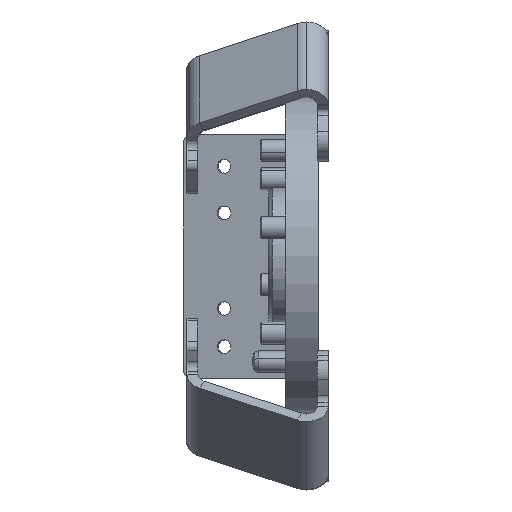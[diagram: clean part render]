
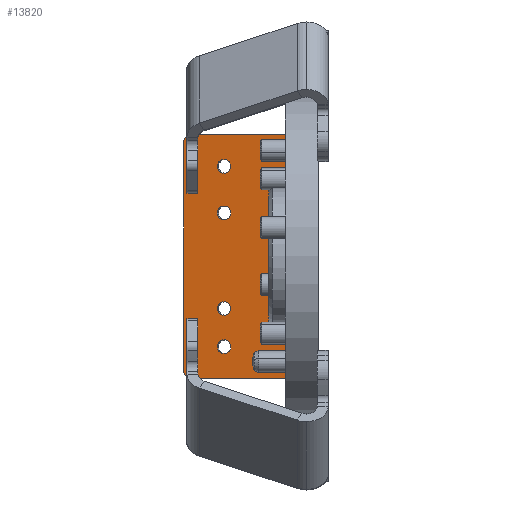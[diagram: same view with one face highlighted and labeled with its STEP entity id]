
A CAD part, top view. The second image highlights one B-rep face of the part: STEP entity #13820.
In plain terms, the highlighted planar face has unit normal (-0.174, 0, 0.985).
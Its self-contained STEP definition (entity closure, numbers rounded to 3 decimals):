
#186 = CARTESIAN_POINT ( 'NONE',  ( 1320.228, 1601., -116.606 ) ) ;
#228 = VECTOR ( 'NONE', #2941, 1000. ) ;
#249 = EDGE_CURVE ( 'NONE', #10372, #13324, #10908, .T. ) ;
#314 = FACE_BOUND ( 'NONE', #781, .T. ) ;
#379 = EDGE_CURVE ( 'NONE', #10697, #5368, #7894, .T. ) ;
#662 = DIRECTION ( 'NONE',  ( 0.985, 0., 0.174 ) ) ;
#688 = DIRECTION ( 'NONE',  ( 0.985, 0., 0.174 ) ) ;
#726 = CARTESIAN_POINT ( 'NONE',  ( 1310.38, 1664.5, -118.342 ) ) ;
#738 = DIRECTION ( 'NONE',  ( 0.174, 0., -0.985 ) ) ;
#781 = EDGE_LOOP ( 'NONE', ( #12761, #5648 ) ) ;
#791 = CARTESIAN_POINT ( 'NONE',  ( 1352.234, 1575.5, -110.962 ) ) ;
#1066 = ORIENTED_EDGE ( 'NONE', *, *, #5636, .F. ) ;
#1143 = CIRCLE ( 'NONE', #5159, 2.5 ) ;
#1295 = EDGE_CURVE ( 'NONE', #14365, #3543, #13562, .T. ) ;
#1499 = DIRECTION ( 'NONE',  ( 0.985, 0., 0.174 ) ) ;
#1552 = AXIS2_PLACEMENT_3D ( 'NONE', #13729, #4454, #6602 ) ;
#1791 = DIRECTION ( 'NONE',  ( -0.174, 0., 0.985 ) ) ;
#2119 = CIRCLE ( 'NONE', #10388, 2.5 ) ;
#2186 = VERTEX_POINT ( 'NONE', #4557 ) ;
#2397 = CARTESIAN_POINT ( 'NONE',  ( 1307.918, 1575.5, -118.776 ) ) ;
#2536 = FACE_OUTER_BOUND ( 'NONE', #9703, .T. ) ;
#2648 = DIRECTION ( 'NONE',  ( 0.985, 0., 0.174 ) ) ;
#2676 = DIRECTION ( 'NONE',  ( 0.174, 0., -0.985 ) ) ;
#2734 = DIRECTION ( 'NONE',  ( 0.174, 0., -0.985 ) ) ;
#2833 = ORIENTED_EDGE ( 'NONE', *, *, #11478, .T. ) ;
#2884 = EDGE_LOOP ( 'NONE', ( #13102, #2833 ) ) ;
#2941 = DIRECTION ( 'NONE',  ( 0., 1., 0. ) ) ;
#3110 = CARTESIAN_POINT ( 'NONE',  ( 1320.228, 1587., -116.606 ) ) ;
#3121 = DIRECTION ( 'NONE',  ( 0.985, 0., 0.174 ) ) ;
#3143 = AXIS2_PLACEMENT_3D ( 'NONE', #5414, #6824, #4239 ) ;
#3372 = DIRECTION ( 'NONE',  ( 0.985, 0., 0.174 ) ) ;
#3378 = VERTEX_POINT ( 'NONE', #10377 ) ;
#3382 = CARTESIAN_POINT ( 'NONE',  ( 1320.228, 1653., -116.606 ) ) ;
#3543 = VERTEX_POINT ( 'NONE', #8305 ) ;
#3625 = ORIENTED_EDGE ( 'NONE', *, *, #1295, .T. ) ;
#3638 = PLANE ( 'NONE',  #14652 ) ;
#3775 = CIRCLE ( 'NONE', #9223, 2.5 ) ;
#3853 = CARTESIAN_POINT ( 'NONE',  ( 1322.69, 1601., -116.171 ) ) ;
#4231 = VERTEX_POINT ( 'NONE', #5511 ) ;
#4239 = DIRECTION ( 'NONE',  ( 0.985, 0., 0.174 ) ) ;
#4327 = LINE ( 'NONE', #7663, #14326 ) ;
#4352 = DIRECTION ( 'NONE',  ( 0.174, 0., -0.985 ) ) ;
#4454 = DIRECTION ( 'NONE',  ( 0.174, 0., -0.985 ) ) ;
#4495 = AXIS2_PLACEMENT_3D ( 'NONE', #3853, #2676, #12897 ) ;
#4528 = CARTESIAN_POINT ( 'NONE',  ( 1322.69, 1653., -116.171 ) ) ;
#4557 = CARTESIAN_POINT ( 'NONE',  ( 1352.234, 1575.5, -110.962 ) ) ;
#4621 = VERTEX_POINT ( 'NONE', #8149 ) ;
#4811 = EDGE_CURVE ( 'NONE', #12661, #3378, #2119, .T. ) ;
#4842 = CIRCLE ( 'NONE', #1552, 2.5 ) ;
#4870 = EDGE_CURVE ( 'NONE', #13324, #10372, #3775, .T. ) ;
#5086 = ORIENTED_EDGE ( 'NONE', *, *, #13605, .T. ) ;
#5130 = EDGE_CURVE ( 'NONE', #7303, #4621, #6132, .T. ) ;
#5159 = AXIS2_PLACEMENT_3D ( 'NONE', #4528, #13230, #10171 ) ;
#5227 = EDGE_LOOP ( 'NONE', ( #9779, #10706 ) ) ;
#5368 = VERTEX_POINT ( 'NONE', #13547 ) ;
#5414 = CARTESIAN_POINT ( 'NONE',  ( 1310.38, 1662., -118.342 ) ) ;
#5511 = CARTESIAN_POINT ( 'NONE',  ( 1325.152, 1653., -115.737 ) ) ;
#5636 = EDGE_CURVE ( 'NONE', #12661, #3543, #13908, .T. ) ;
#5648 = ORIENTED_EDGE ( 'NONE', *, *, #5130, .T. ) ;
#6130 = DIRECTION ( 'NONE',  ( 0.985, 0., 0.174 ) ) ;
#6132 = CIRCLE ( 'NONE', #12784, 2.5 ) ;
#6602 = DIRECTION ( 'NONE',  ( 0.985, 0., 0.174 ) ) ;
#6820 = ORIENTED_EDGE ( 'NONE', *, *, #14341, .T. ) ;
#6824 = DIRECTION ( 'NONE',  ( -0.174, 0., 0.985 ) ) ;
#7024 = AXIS2_PLACEMENT_3D ( 'NONE', #8189, #11459, #2648 ) ;
#7226 = CARTESIAN_POINT ( 'NONE',  ( 1307.918, 1575.5, -118.776 ) ) ;
#7303 = VERTEX_POINT ( 'NONE', #3110 ) ;
#7663 = CARTESIAN_POINT ( 'NONE',  ( 1307.918, 1664.5, -118.776 ) ) ;
#7690 = EDGE_CURVE ( 'NONE', #14365, #11423, #4327, .T. ) ;
#7894 = CIRCLE ( 'NONE', #13596, 2.5 ) ;
#8149 = CARTESIAN_POINT ( 'NONE',  ( 1325.152, 1587., -115.737 ) ) ;
#8189 = CARTESIAN_POINT ( 'NONE',  ( 1322.69, 1587., -116.171 ) ) ;
#8212 = CIRCLE ( 'NONE', #9640, 2.5 ) ;
#8275 = CARTESIAN_POINT ( 'NONE',  ( 1307.918, 1575.5, -118.776 ) ) ;
#8305 = CARTESIAN_POINT ( 'NONE',  ( 1307.918, 1662., -118.776 ) ) ;
#8374 = DIRECTION ( 'NONE',  ( 0.174, 0., -0.985 ) ) ;
#8414 = DIRECTION ( 'NONE',  ( 0., 1., 0. ) ) ;
#8727 = VECTOR ( 'NONE', #14059, 1000. ) ;
#8793 = ORIENTED_EDGE ( 'NONE', *, *, #7690, .F. ) ;
#9208 = FACE_BOUND ( 'NONE', #5227, .T. ) ;
#9223 = AXIS2_PLACEMENT_3D ( 'NONE', #13279, #4352, #3121 ) ;
#9640 = AXIS2_PLACEMENT_3D ( 'NONE', #14075, #738, #662 ) ;
#9688 = LINE ( 'NONE', #791, #228 ) ;
#9703 = EDGE_LOOP ( 'NONE', ( #1066, #9817, #9746, #6820, #8793, #3625 ) ) ;
#9746 = ORIENTED_EDGE ( 'NONE', *, *, #14233, .T. ) ;
#9779 = ORIENTED_EDGE ( 'NONE', *, *, #249, .T. ) ;
#9817 = ORIENTED_EDGE ( 'NONE', *, *, #4811, .T. ) ;
#10171 = DIRECTION ( 'NONE',  ( 0.985, 0., 0.174 ) ) ;
#10372 = VERTEX_POINT ( 'NONE', #12812 ) ;
#10377 = CARTESIAN_POINT ( 'NONE',  ( 1310.38, 1575.5, -118.342 ) ) ;
#10386 = FACE_BOUND ( 'NONE', #2884, .T. ) ;
#10388 = AXIS2_PLACEMENT_3D ( 'NONE', #13951, #1791, #688 ) ;
#10697 = VERTEX_POINT ( 'NONE', #11830 ) ;
#10706 = ORIENTED_EDGE ( 'NONE', *, *, #4870, .T. ) ;
#10797 = EDGE_CURVE ( 'NONE', #11526, #4231, #4842, .T. ) ;
#10808 = CARTESIAN_POINT ( 'NONE',  ( 1352.234, 1664.5, -110.962 ) ) ;
#10810 = CARTESIAN_POINT ( 'NONE',  ( 1322.69, 1587., -116.171 ) ) ;
#10824 = DIRECTION ( 'NONE',  ( 0.985, 0., 0.174 ) ) ;
#10908 = CIRCLE ( 'NONE', #4495, 2.5 ) ;
#11423 = VERTEX_POINT ( 'NONE', #10808 ) ;
#11429 = DIRECTION ( 'NONE',  ( 0.174, 0., -0.985 ) ) ;
#11459 = DIRECTION ( 'NONE',  ( 0.174, 0., -0.985 ) ) ;
#11478 = EDGE_CURVE ( 'NONE', #5368, #10697, #8212, .T. ) ;
#11526 = VERTEX_POINT ( 'NONE', #3382 ) ;
#11687 = LINE ( 'NONE', #7226, #8727 ) ;
#11830 = CARTESIAN_POINT ( 'NONE',  ( 1325.152, 1636., -115.737 ) ) ;
#12081 = CARTESIAN_POINT ( 'NONE',  ( 1307.918, 1578., -118.776 ) ) ;
#12661 = VERTEX_POINT ( 'NONE', #12081 ) ;
#12761 = ORIENTED_EDGE ( 'NONE', *, *, #12941, .T. ) ;
#12770 = FACE_BOUND ( 'NONE', #14152, .T. ) ;
#12784 = AXIS2_PLACEMENT_3D ( 'NONE', #10810, #2734, #6130 ) ;
#12812 = CARTESIAN_POINT ( 'NONE',  ( 1325.152, 1601., -115.737 ) ) ;
#12897 = DIRECTION ( 'NONE',  ( 0.985, 0., 0.174 ) ) ;
#12941 = EDGE_CURVE ( 'NONE', #4621, #7303, #13440, .T. ) ;
#13102 = ORIENTED_EDGE ( 'NONE', *, *, #379, .T. ) ;
#13230 = DIRECTION ( 'NONE',  ( 0.174, 0., -0.985 ) ) ;
#13279 = CARTESIAN_POINT ( 'NONE',  ( 1322.69, 1601., -116.171 ) ) ;
#13283 = VECTOR ( 'NONE', #8414, 1000. ) ;
#13324 = VERTEX_POINT ( 'NONE', #186 ) ;
#13440 = CIRCLE ( 'NONE', #7024, 2.5 ) ;
#13547 = CARTESIAN_POINT ( 'NONE',  ( 1320.228, 1636., -116.606 ) ) ;
#13562 = CIRCLE ( 'NONE', #3143, 2.5 ) ;
#13596 = AXIS2_PLACEMENT_3D ( 'NONE', #13944, #8374, #10824 ) ;
#13605 = EDGE_CURVE ( 'NONE', #4231, #11526, #1143, .T. ) ;
#13729 = CARTESIAN_POINT ( 'NONE',  ( 1322.69, 1653., -116.171 ) ) ;
#13820 = ADVANCED_FACE ( 'NONE', ( #10386, #9208, #12770, #314, #2536 ), #3638, .F. ) ;
#13908 = LINE ( 'NONE', #8275, #13283 ) ;
#13944 = CARTESIAN_POINT ( 'NONE',  ( 1322.69, 1636., -116.171 ) ) ;
#13951 = CARTESIAN_POINT ( 'NONE',  ( 1310.38, 1578., -118.342 ) ) ;
#14059 = DIRECTION ( 'NONE',  ( 0.985, 0., 0.174 ) ) ;
#14075 = CARTESIAN_POINT ( 'NONE',  ( 1322.69, 1636., -116.171 ) ) ;
#14152 = EDGE_LOOP ( 'NONE', ( #5086, #14191 ) ) ;
#14191 = ORIENTED_EDGE ( 'NONE', *, *, #10797, .T. ) ;
#14233 = EDGE_CURVE ( 'NONE', #3378, #2186, #11687, .T. ) ;
#14326 = VECTOR ( 'NONE', #3372, 1000. ) ;
#14341 = EDGE_CURVE ( 'NONE', #2186, #11423, #9688, .T. ) ;
#14365 = VERTEX_POINT ( 'NONE', #726 ) ;
#14652 = AXIS2_PLACEMENT_3D ( 'NONE', #2397, #11429, #1499 ) ;
